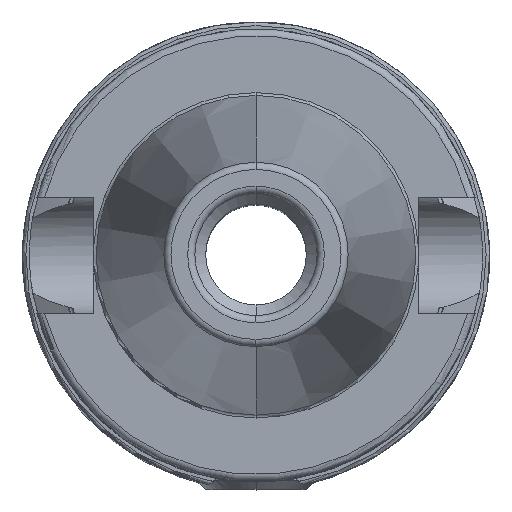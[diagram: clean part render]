
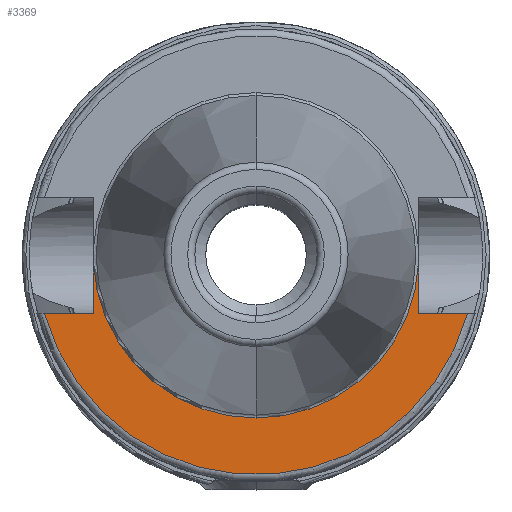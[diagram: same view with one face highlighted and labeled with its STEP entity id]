
A CAD part, top view. The second image highlights one B-rep face of the part: STEP entity #3369.
In plain terms, the highlighted planar face has unit normal (0, 0, 1).
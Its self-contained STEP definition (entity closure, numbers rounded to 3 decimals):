
#1245=DIRECTION('',(1,0,0));
#1246=VECTOR('',#1245,6.818);
#1247=CARTESIAN_POINT('',(-29.418,-8.05,25));
#1248=LINE('',#1247,#1246);
#1249=DIRECTION('',(0,1,0));
#1250=VECTOR('',#1249,6.987);
#1251=CARTESIAN_POINT('',(-22.6,-8.05,25));
#1252=LINE('',#1251,#1250);
#1253=DIRECTION('',(0,-1,0));
#1254=VECTOR('',#1253,6.987);
#1255=CARTESIAN_POINT('',(22.6,-1.063,25));
#1256=LINE('',#1255,#1254);
#1257=DIRECTION('',(-1,0,0));
#1258=VECTOR('',#1257,6.818);
#1259=CARTESIAN_POINT('',(29.418,-8.05,25));
#1260=LINE('',#1259,#1258);
#1298=CARTESIAN_POINT('',(0,0,25));
#1299=DIRECTION('',(0,0,1));
#1300=DIRECTION('',(-0.999,-0.047,0));
#1301=AXIS2_PLACEMENT_3D('',#1298,#1299,#1300);
#1309=CARTESIAN_POINT('',(0,0,25));
#1310=DIRECTION('',(0,0,-1));
#1311=DIRECTION('',(0.999,-0.047,0));
#1312=AXIS2_PLACEMENT_3D('',#1309,#1310,#1311);
#1349=CARTESIAN_POINT('',(0,0,25));
#1350=DIRECTION('',(0,0,1));
#1351=DIRECTION('',(-0.965,-0.264,0));
#1352=AXIS2_PLACEMENT_3D('',#1349,#1350,#1351);
#1814=CARTESIAN_POINT('',(-29.418,-8.05,25));
#1815=CARTESIAN_POINT('',(-22.6,-8.05,25));
#1816=VERTEX_POINT('',#1814);
#1817=VERTEX_POINT('',#1815);
#1818=CARTESIAN_POINT('',(-22.6,-1.063,25));
#1819=VERTEX_POINT('',#1818);
#1830=CARTESIAN_POINT('',(22.6,-1.063,25));
#1831=CARTESIAN_POINT('',(22.6,-8.05,25));
#1832=VERTEX_POINT('',#1830);
#1833=VERTEX_POINT('',#1831);
#1834=CARTESIAN_POINT('',(29.418,-8.05,25));
#1835=VERTEX_POINT('',#1834);
#1894=CARTESIAN_POINT('',(0,-22.625,25));
#1896=VERTEX_POINT('',#1894);
#3351=CARTESIAN_POINT('',(0,0,25));
#3352=DIRECTION('',(0,0,-1));
#3353=DIRECTION('',(0,-1,0));
#3354=AXIS2_PLACEMENT_3D('',#3351,#3352,#3353);
#3355=PLANE('',#3354);
#3356=ORIENTED_EDGE('',*,*,#3336,.T.);
#3357=ORIENTED_EDGE('',*,*,#3132,.T.);
#3359=ORIENTED_EDGE('',*,*,#3358,.T.);
#3361=ORIENTED_EDGE('',*,*,#3360,.F.);
#3363=ORIENTED_EDGE('',*,*,#3362,.T.);
#3364=ORIENTED_EDGE('',*,*,#3294,.F.);
#3366=ORIENTED_EDGE('',*,*,#3365,.F.);
#3367=EDGE_LOOP('',(#3356,#3357,#3359,#3361,#3363,#3364,#3366));
#3368=FACE_OUTER_BOUND('',#3367,.F.);
#3369=ADVANCED_FACE('',(#3368),#3355,.F.);
#1302=CIRCLE('',#1301,22.625);
#1313=CIRCLE('',#1312,22.625);
#1353=CIRCLE('',#1352,30.5);
#3132=EDGE_CURVE('',#1817,#1819,#1252,.T.);
#3294=EDGE_CURVE('',#1835,#1833,#1260,.T.);
#3336=EDGE_CURVE('',#1816,#1817,#1248,.T.);
#3358=EDGE_CURVE('',#1819,#1896,#1302,.T.);
#3360=EDGE_CURVE('',#1832,#1896,#1313,.T.);
#3362=EDGE_CURVE('',#1832,#1833,#1256,.T.);
#3365=EDGE_CURVE('',#1816,#1835,#1353,.T.);
